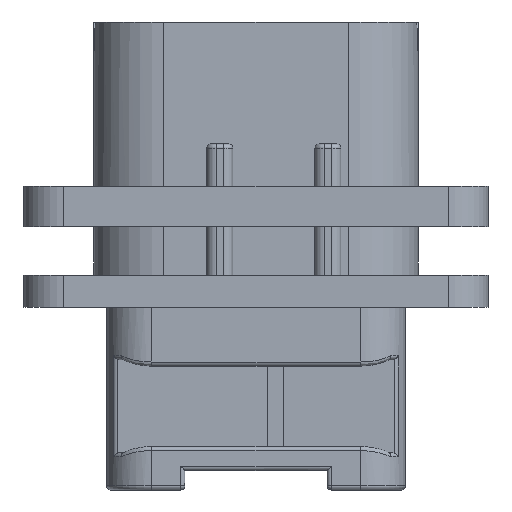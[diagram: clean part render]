
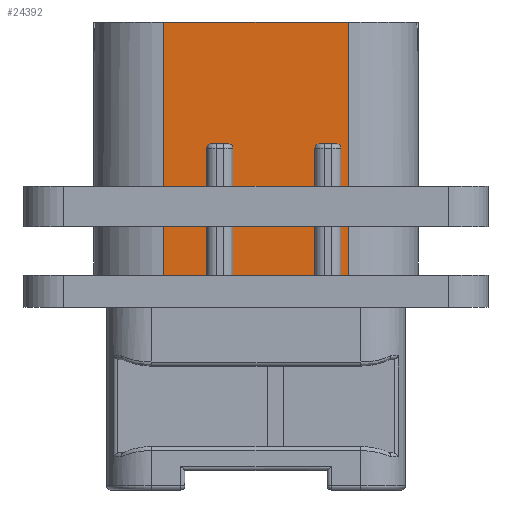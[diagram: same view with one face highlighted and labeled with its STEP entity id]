
A CAD part, front view. The second image highlights one B-rep face of the part: STEP entity #24392.
In plain terms, the highlighted planar face has unit normal (0, -1, 0).
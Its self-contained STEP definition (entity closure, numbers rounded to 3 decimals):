
#1510=DIRECTION('',(1.,0.,0.));
#1511=VECTOR('',#1510,11.4);
#1512=CARTESIAN_POINT('',(-5.7,-9.,17.67));
#1513=LINE('',#1512,#1511);
#2049=DIRECTION('',(1.,0.,0.));
#2050=VECTOR('',#2049,0.45);
#2051=CARTESIAN_POINT('',(5.25,-9.,2.));
#2052=LINE('',#2051,#2050);
#2143=CARTESIAN_POINT('',(-1.69,-9.,9.87));
#2144=DIRECTION('',(0.,1.,0.));
#2145=DIRECTION('',(0.,0.,1.));
#2146=AXIS2_PLACEMENT_3D('',#2143,#2144,#2145);
#2156=DIRECTION('',(0.,0.,1.));
#2157=VECTOR('',#2156,7.87);
#2158=CARTESIAN_POINT('',(-1.44,-9.,2.));
#2159=LINE('',#2158,#2157);
#2160=DIRECTION('',(1.,0.,0.));
#2161=VECTOR('',#2160,1.1);
#2162=CARTESIAN_POINT('',(-2.79,-9.,10.12));
#2163=LINE('',#2162,#2161);
#2164=DIRECTION('',(0.,0.,1.));
#2165=VECTOR('',#2164,7.87);
#2166=CARTESIAN_POINT('',(-3.04,-9.,2.));
#2167=LINE('',#2166,#2165);
#2168=DIRECTION('',(0.,0.,-1.));
#2169=VECTOR('',#2168,15.67);
#2170=CARTESIAN_POINT('',(-5.7,-9.,17.67));
#2171=LINE('',#2170,#2169);
#2172=DIRECTION('',(0.,0.,-1.));
#2173=VECTOR('',#2172,15.67);
#2174=CARTESIAN_POINT('',(5.7,-9.,17.67));
#2175=LINE('',#2174,#2173);
#2176=DIRECTION('',(0.,0.,1.));
#2177=VECTOR('',#2176,7.87);
#2178=CARTESIAN_POINT('',(5.25,-9.,2.));
#2179=LINE('',#2178,#2177);
#2180=DIRECTION('',(1.,0.,0.));
#2181=VECTOR('',#2180,1.1);
#2182=CARTESIAN_POINT('',(3.9,-9.,10.12));
#2183=LINE('',#2182,#2181);
#2184=DIRECTION('',(0.,0.,1.));
#2185=VECTOR('',#2184,7.87);
#2186=CARTESIAN_POINT('',(3.65,-9.,2.));
#2187=LINE('',#2186,#2185);
#2188=CARTESIAN_POINT('',(-2.79,-9.,9.87));
#2189=DIRECTION('',(0.,1.,0.));
#2190=DIRECTION('',(-1.,0.,0.));
#2191=AXIS2_PLACEMENT_3D('',#2188,#2189,#2190);
#2224=DIRECTION('',(1.,0.,0.));
#2225=VECTOR('',#2224,2.66);
#2226=CARTESIAN_POINT('',(-5.7,-9.,2.));
#2227=LINE('',#2226,#2225);
#8316=CARTESIAN_POINT('',(5.,-9.,9.87));
#8317=DIRECTION('',(0.,1.,0.));
#8318=DIRECTION('',(0.,0.,1.));
#8319=AXIS2_PLACEMENT_3D('',#8316,#8317,#8318);
#8376=DIRECTION('',(1.,0.,0.));
#8377=VECTOR('',#8376,5.09);
#8378=CARTESIAN_POINT('',(-1.44,-9.,2.));
#8379=LINE('',#8378,#8377);
#8407=CARTESIAN_POINT('',(3.9,-9.,9.87));
#8408=DIRECTION('',(0.,1.,0.));
#8409=DIRECTION('',(-1.,0.,0.));
#8410=AXIS2_PLACEMENT_3D('',#8407,#8408,#8409);
#18869=CARTESIAN_POINT('',(-5.7,-9.,17.67));
#18870=CARTESIAN_POINT('',(-5.7,-9.,2.));
#18871=VERTEX_POINT('',#18869);
#18872=VERTEX_POINT('',#18870);
#18873=CARTESIAN_POINT('',(5.7,-9.,17.67));
#18874=CARTESIAN_POINT('',(5.7,-9.,2.));
#18875=VERTEX_POINT('',#18873);
#18876=VERTEX_POINT('',#18874);
#20866=CARTESIAN_POINT('',(-3.04,-9.,2.));
#20867=VERTEX_POINT('',#20866);
#20868=CARTESIAN_POINT('',(-1.44,-9.,2.));
#20869=CARTESIAN_POINT('',(3.65,-9.,2.));
#20870=VERTEX_POINT('',#20868);
#20871=VERTEX_POINT('',#20869);
#20872=CARTESIAN_POINT('',(5.25,-9.,2.));
#20873=VERTEX_POINT('',#20872);
#20955=CARTESIAN_POINT('',(-1.44,-9.,9.87));
#20957=VERTEX_POINT('',#20955);
#20959=CARTESIAN_POINT('',(-1.69,-9.,10.12));
#20961=VERTEX_POINT('',#20959);
#20974=CARTESIAN_POINT('',(-2.79,-9.,10.12));
#20975=VERTEX_POINT('',#20974);
#20976=CARTESIAN_POINT('',(-3.04,-9.,9.87));
#20977=VERTEX_POINT('',#20976);
#20979=CARTESIAN_POINT('',(5.25,-9.,9.87));
#20981=VERTEX_POINT('',#20979);
#20983=CARTESIAN_POINT('',(5.,-9.,10.12));
#20985=VERTEX_POINT('',#20983);
#20998=CARTESIAN_POINT('',(3.9,-9.,10.12));
#20999=VERTEX_POINT('',#20998);
#21000=CARTESIAN_POINT('',(3.65,-9.,9.87));
#21001=VERTEX_POINT('',#21000);
#24359=CARTESIAN_POINT('',(-10.05,-9.,2.));
#24360=DIRECTION('',(0.,-1.,0.));
#24361=DIRECTION('',(1.,0.,0.));
#24362=AXIS2_PLACEMENT_3D('',#24359,#24360,#24361);
#24363=PLANE('',#24362);
#24364=ORIENTED_EDGE('',*,*,#24350,.T.);
#24365=ORIENTED_EDGE('',*,*,#24339,.F.);
#24366=ORIENTED_EDGE('',*,*,#24324,.F.);
#24368=ORIENTED_EDGE('',*,*,#24367,.F.);
#24370=ORIENTED_EDGE('',*,*,#24369,.F.);
#24372=ORIENTED_EDGE('',*,*,#24371,.F.);
#24374=ORIENTED_EDGE('',*,*,#24373,.F.);
#24375=ORIENTED_EDGE('',*,*,#23683,.T.);
#24376=ORIENTED_EDGE('',*,*,#24223,.T.);
#24377=ORIENTED_EDGE('',*,*,#24242,.F.);
#24379=ORIENTED_EDGE('',*,*,#24378,.T.);
#24381=ORIENTED_EDGE('',*,*,#24380,.F.);
#24383=ORIENTED_EDGE('',*,*,#24382,.F.);
#24385=ORIENTED_EDGE('',*,*,#24384,.F.);
#24387=ORIENTED_EDGE('',*,*,#24386,.F.);
#24389=ORIENTED_EDGE('',*,*,#24388,.F.);
#24390=EDGE_LOOP('',(#24364,#24365,#24366,#24368,#24370,#24372,#24374,#24375,
#24376,#24377,#24379,#24381,#24383,#24385,#24387,#24389));
#24391=FACE_OUTER_BOUND('',#24390,.F.);
#24392=ADVANCED_FACE('',(#24391),#24363,.T.);
#2147=CIRCLE('',#2146,0.25);
#2192=CIRCLE('',#2191,0.25);
#8320=CIRCLE('',#8319,0.25);
#8411=CIRCLE('',#8410,0.25);
#23683=EDGE_CURVE('',#18871,#18875,#1513,.T.);
#24223=EDGE_CURVE('',#18875,#18876,#2175,.T.);
#24242=EDGE_CURVE('',#20873,#18876,#2052,.T.);
#24324=EDGE_CURVE('',#20975,#20961,#2163,.T.);
#24339=EDGE_CURVE('',#20961,#20957,#2147,.T.);
#24350=EDGE_CURVE('',#20870,#20957,#2159,.T.);
#24367=EDGE_CURVE('',#20977,#20975,#2192,.T.);
#24369=EDGE_CURVE('',#20867,#20977,#2167,.T.);
#24371=EDGE_CURVE('',#18872,#20867,#2227,.T.);
#24373=EDGE_CURVE('',#18871,#18872,#2171,.T.);
#24378=EDGE_CURVE('',#20873,#20981,#2179,.T.);
#24380=EDGE_CURVE('',#20985,#20981,#8320,.T.);
#24382=EDGE_CURVE('',#20999,#20985,#2183,.T.);
#24384=EDGE_CURVE('',#21001,#20999,#8411,.T.);
#24386=EDGE_CURVE('',#20871,#21001,#2187,.T.);
#24388=EDGE_CURVE('',#20870,#20871,#8379,.T.);
